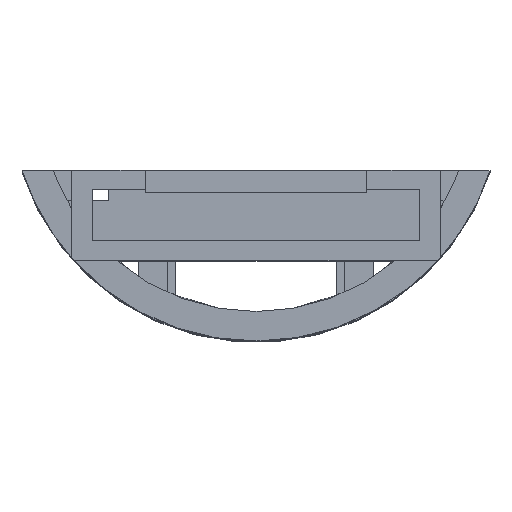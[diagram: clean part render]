
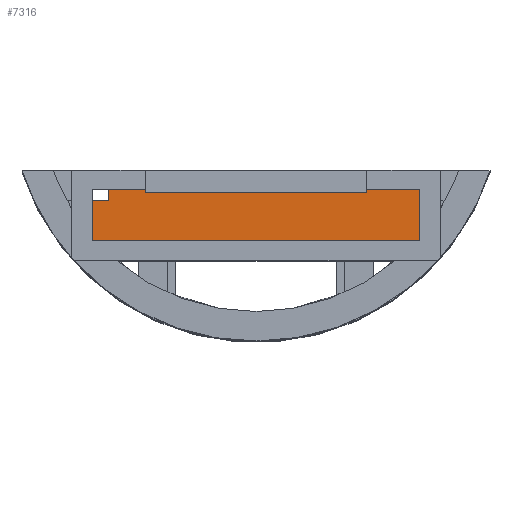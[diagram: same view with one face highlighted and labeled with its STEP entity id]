
A CAD part, top view. The second image highlights one B-rep face of the part: STEP entity #7316.
In plain terms, the highlighted planar face has unit normal (0, 0, 1).
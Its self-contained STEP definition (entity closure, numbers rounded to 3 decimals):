
#758=FACE_OUTER_BOUND('',#1156,.T.);
#1156=EDGE_LOOP('',(#6254,#6255,#6256,#6257,#6258,#6259,#6260,#6261,#6262,
#6263));
#1656=LINE('',#11951,#2458);
#1665=LINE('',#11970,#2467);
#1668=LINE('',#11977,#2470);
#1740=LINE('',#12250,#2542);
#1743=LINE('',#12255,#2545);
#1880=LINE('',#12646,#2682);
#1884=LINE('',#12653,#2686);
#1939=LINE('',#12813,#2741);
#1940=LINE('',#12815,#2742);
#1941=LINE('',#12816,#2743);
#2458=VECTOR('',#8530,10.);
#2467=VECTOR('',#8545,10.);
#2470=VECTOR('',#8550,10.);
#2542=VECTOR('',#8640,10.);
#2545=VECTOR('',#8645,10.);
#2682=VECTOR('',#8898,10.);
#2686=VECTOR('',#8904,10.);
#2741=VECTOR('',#9063,10.);
#2742=VECTOR('',#9064,10.);
#2743=VECTOR('',#9065,10.);
#3251=VERTEX_POINT('',#11948);
#3252=VERTEX_POINT('',#11950);
#3259=VERTEX_POINT('',#11968);
#3262=VERTEX_POINT('',#11975);
#3332=VERTEX_POINT('',#12246);
#3334=VERTEX_POINT('',#12249);
#3456=VERTEX_POINT('',#12644);
#3458=VERTEX_POINT('',#12651);
#3511=VERTEX_POINT('',#12812);
#3512=VERTEX_POINT('',#12814);
#4141=EDGE_CURVE('',#3251,#3252,#1656,.T.);
#4151=EDGE_CURVE('',#3259,#3251,#1665,.T.);
#4154=EDGE_CURVE('',#3259,#3262,#1668,.F.);
#4238=EDGE_CURVE('',#3334,#3332,#1740,.F.);
#4241=EDGE_CURVE('',#3252,#3332,#1743,.T.);
#4406=EDGE_CURVE('',#3262,#3456,#1880,.T.);
#4410=EDGE_CURVE('',#3456,#3458,#1884,.T.);
#4491=EDGE_CURVE('',#3458,#3511,#1939,.T.);
#4492=EDGE_CURVE('',#3511,#3512,#1940,.F.);
#4493=EDGE_CURVE('',#3512,#3334,#1941,.T.);
#6254=ORIENTED_EDGE('',*,*,#4406,.T.);
#6255=ORIENTED_EDGE('',*,*,#4410,.T.);
#6256=ORIENTED_EDGE('',*,*,#4491,.T.);
#6257=ORIENTED_EDGE('',*,*,#4492,.T.);
#6258=ORIENTED_EDGE('',*,*,#4493,.T.);
#6259=ORIENTED_EDGE('',*,*,#4238,.T.);
#6260=ORIENTED_EDGE('',*,*,#4241,.F.);
#6261=ORIENTED_EDGE('',*,*,#4141,.F.);
#6262=ORIENTED_EDGE('',*,*,#4151,.F.);
#6263=ORIENTED_EDGE('',*,*,#4154,.T.);
#6969=PLANE('',#7732);
#7316=ADVANCED_FACE('',(#758),#6969,.T.);
#7732=AXIS2_PLACEMENT_3D('',#12811,#9061,#9062);
#8530=DIRECTION('',(1.,0.,0.));
#8545=DIRECTION('',(0.,-1.,0.));
#8550=DIRECTION('',(1.,0.,0.));
#8640=DIRECTION('',(1.,0.,0.));
#8645=DIRECTION('',(0.,1.,0.));
#8898=DIRECTION('',(0.,-1.,0.));
#8904=DIRECTION('',(-1.,0.,0.));
#9061=DIRECTION('center_axis',(0.,0.,
1.));
#9062=DIRECTION('ref_axis',(-1.,0.,0.));
#9063=DIRECTION('',(0.,-1.,0.));
#9064=DIRECTION('',(-1.,0.,0.));
#9065=DIRECTION('',(0.,1.,0.));
#11948=CARTESIAN_POINT('',(49.3,6.,21.75));
#11950=CARTESIAN_POINT('',(64.3,6.,21.75));
#11951=CARTESIAN_POINT('',(63.05,6.,21.75));
#11968=CARTESIAN_POINT('',(49.3,6.225,21.75));
#11970=CARTESIAN_POINT('',(49.3,6.063,21.75));
#11975=CARTESIAN_POINT('',(46.815,6.225,21.75));
#11977=CARTESIAN_POINT('',(58.05,6.225,21.75));
#12246=CARTESIAN_POINT('',(64.3,6.225,21.75));
#12249=CARTESIAN_POINT('',(67.9,6.225,21.75));
#12250=CARTESIAN_POINT('',(68.05,6.225,21.75));
#12255=CARTESIAN_POINT('',(64.3,6.813,21.75));
#12644=CARTESIAN_POINT('',(46.815,5.5,21.75));
#12646=CARTESIAN_POINT('',(46.815,5.75,21.75));
#12651=CARTESIAN_POINT('',(45.7,5.5,21.75));
#12653=CARTESIAN_POINT('',(56.8,5.5,21.75));
#12811=CARTESIAN_POINT('Origin',(69.3,6.,21.75));
#12812=CARTESIAN_POINT('',(45.7,2.775,21.75));
#12813=CARTESIAN_POINT('',(45.7,4.5,21.75));
#12814=CARTESIAN_POINT('',(67.9,2.775,21.75));
#12815=CARTESIAN_POINT('',(69.3,2.775,21.75));
#12816=CARTESIAN_POINT('',(67.9,6.,21.75));
